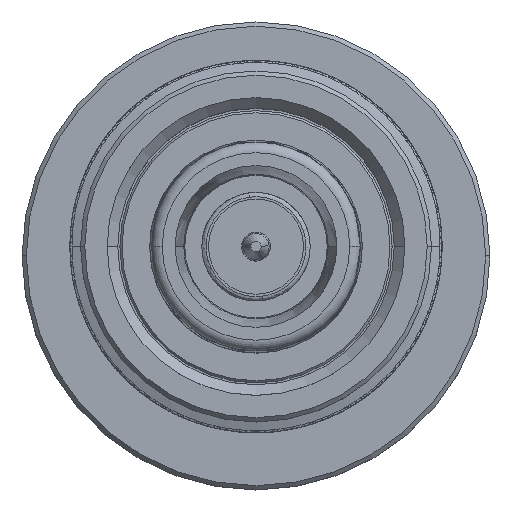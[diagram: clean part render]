
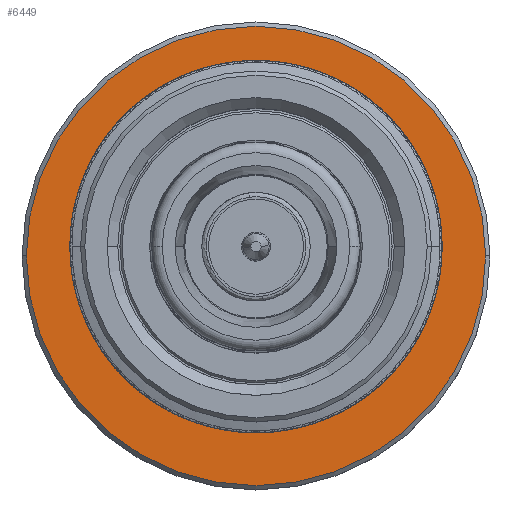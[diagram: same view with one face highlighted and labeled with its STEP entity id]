
A CAD part, top view. The second image highlights one B-rep face of the part: STEP entity #6449.
In plain terms, the highlighted face is planar.
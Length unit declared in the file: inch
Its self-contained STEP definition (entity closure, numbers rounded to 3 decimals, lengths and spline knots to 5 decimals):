
#1440 = DIRECTION ( 'NONE',  ( 1., 0., 0. ) ) ;
#3200 = AXIS2_PLACEMENT_3D ( 'NONE', #42379, #51022, #100798 ) ;
#6449 = ADVANCED_FACE ( 'NONE', ( #61271, #85115 ), #76983, .T. ) ;
#8866 = CARTESIAN_POINT ( 'NONE',  ( 0.90551, 0., 0.4252 ) ) ;
#12332 = VERTEX_POINT ( 'NONE', #16736 ) ;
#15781 = EDGE_LOOP ( 'NONE', ( #75673, #70400 ) ) ;
#16415 = CARTESIAN_POINT ( 'NONE',  ( 0.90551, 0., 0. ) ) ;
#16736 = CARTESIAN_POINT ( 'NONE',  ( 0.90551, 0., 0.25197 ) ) ;
#24010 = EDGE_CURVE ( 'NONE', #28899, #85717, #26953, .T. ) ;
#26953 = CIRCLE ( 'NONE', #101217, 0.4252 ) ;
#28753 = EDGE_CURVE ( 'NONE', #36195, #12332, #59729, .T. ) ;
#28899 = VERTEX_POINT ( 'NONE', #8866 ) ;
#34200 = CIRCLE ( 'NONE', #37645, 0.25197 ) ;
#35591 = AXIS2_PLACEMENT_3D ( 'NONE', #16415, #49406, #82422 ) ;
#35895 = ORIENTED_EDGE ( 'NONE', *, *, #48796, .T. ) ;
#36195 = VERTEX_POINT ( 'NONE', #63959 ) ;
#37645 = AXIS2_PLACEMENT_3D ( 'NONE', #106149, #82363, #59081 ) ;
#42379 = CARTESIAN_POINT ( 'NONE',  ( 0.90551, 0., 0. ) ) ;
#47251 = CIRCLE ( 'NONE', #102571, 0.4252 ) ;
#48796 = EDGE_CURVE ( 'NONE', #85717, #28899, #47251, .T. ) ;
#49406 = DIRECTION ( 'NONE',  ( 1., 0., 0. ) ) ;
#51022 = DIRECTION ( 'NONE',  ( 1., 0., 0. ) ) ;
#57542 = CARTESIAN_POINT ( 'NONE',  ( 0.90551, 0., -0.4252 ) ) ;
#59081 = DIRECTION ( 'NONE',  ( 0., 0., -1. ) ) ;
#59729 = CIRCLE ( 'NONE', #35591, 0.25197 ) ;
#61271 = FACE_BOUND ( 'NONE', #15781, .T. ) ;
#63959 = CARTESIAN_POINT ( 'NONE',  ( 0.90551, 0., -0.25197 ) ) ;
#65759 = DIRECTION ( 'NONE',  ( 0., 0., -1. ) ) ;
#67434 = DIRECTION ( 'NONE',  ( 0., 0., -1. ) ) ;
#70400 = ORIENTED_EDGE ( 'NONE', *, *, #28753, .F. ) ;
#75532 = CARTESIAN_POINT ( 'NONE',  ( 0.90551, 0., 0. ) ) ;
#75673 = ORIENTED_EDGE ( 'NONE', *, *, #81399, .F. ) ;
#76983 = PLANE ( 'NONE',  #3200 ) ;
#81399 = EDGE_CURVE ( 'NONE', #12332, #36195, #34200, .T. ) ;
#82363 = DIRECTION ( 'NONE',  ( 1., 0., 0. ) ) ;
#82422 = DIRECTION ( 'NONE',  ( 0., 0., -1. ) ) ;
#82735 = ORIENTED_EDGE ( 'NONE', *, *, #24010, .T. ) ;
#85115 = FACE_OUTER_BOUND ( 'NONE', #91502, .T. ) ;
#85717 = VERTEX_POINT ( 'NONE', #57542 ) ;
#90616 = DIRECTION ( 'NONE',  ( 1., 0., 0. ) ) ;
#91502 = EDGE_LOOP ( 'NONE', ( #82735, #35895 ) ) ;
#98208 = CARTESIAN_POINT ( 'NONE',  ( 0.90551, 0., 0. ) ) ;
#100798 = DIRECTION ( 'NONE',  ( 0., 1., 0. ) ) ;
#101217 = AXIS2_PLACEMENT_3D ( 'NONE', #75532, #1440, #67434 ) ;
#102571 = AXIS2_PLACEMENT_3D ( 'NONE', #98208, #90616, #65759 ) ;
#106149 = CARTESIAN_POINT ( 'NONE',  ( 0.90551, 0., 0. ) ) ;
